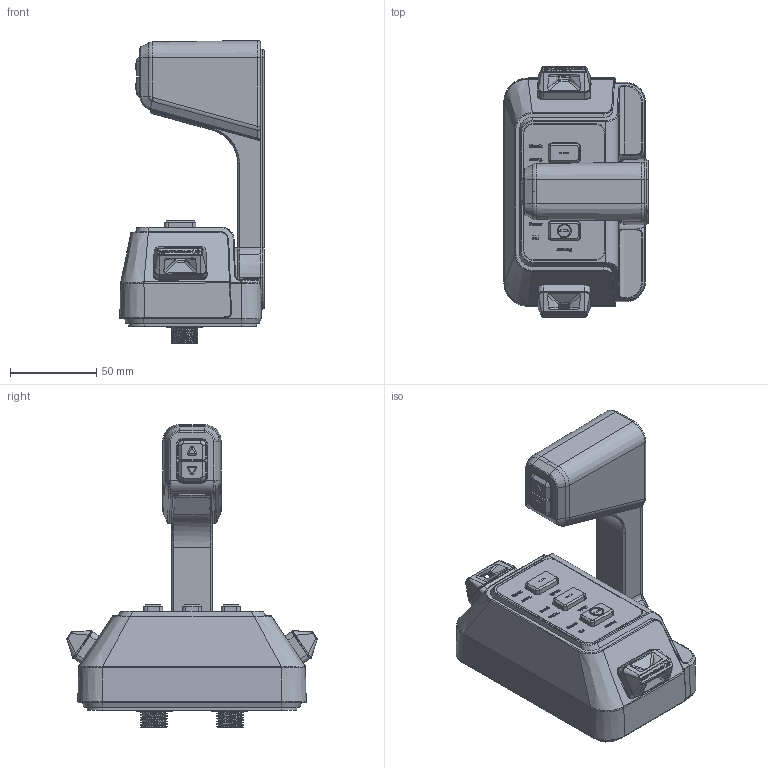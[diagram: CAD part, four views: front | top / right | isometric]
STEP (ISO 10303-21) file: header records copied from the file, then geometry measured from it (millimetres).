
FILE_DESCRIPTION (( 'STEP AP214' ), '1' );
FILE_NAME ('X-ﾓﾐﾏﾟﾔｶｲﾙｺﾐ.STEP', '2024-10-30T08:15:32', ( 'ﾒﾝｶｯ' ), ( 'ﾒﾝｶｯ' ), 'SwSTEP 2.0', 'SolidWorks 2021', '' );
FILE_SCHEMA (( 'AUTOMOTIVE_DESIGN' ));
Length unit declared in the file: millimetre
Products named in the file (1): X-衄盄堈紱碟
Bounding box: 83.52 x 144.83 x 175.37 mm (x, y, z)
Surface area: 80275.8 mm2 (no closed solid volume)
Topology: 0 solids, 93 shells, 1194 faces, 4792 edges, 3561 vertices
Faces by surface type: plane 504, cylinder 267, bspline 234, cone 156, torus 25, sphere 8
Entity records: 93308 total; most frequent: CARTESIAN_POINT 45367, ORIENTED_EDGE 6970, DIRECTION 5789, EDGE_CURVE 4725, VERTEX_POINT 3560, LINE 2257, VECTOR 2257, AXIS2_PLACEMENT_3D 1766
